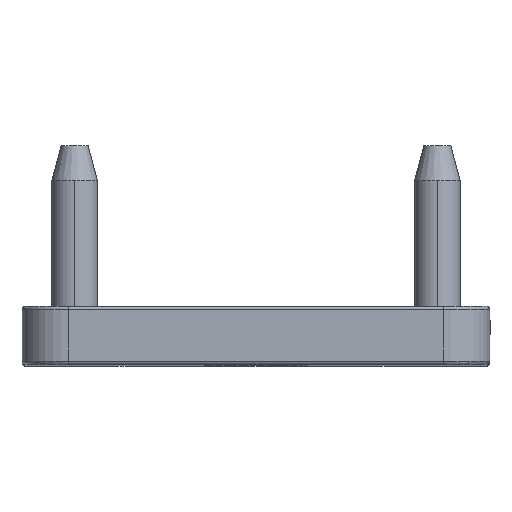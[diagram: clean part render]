
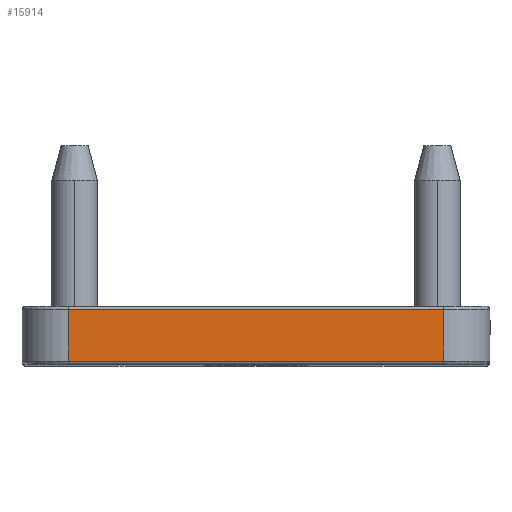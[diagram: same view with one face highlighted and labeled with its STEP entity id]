
A CAD part, top view. The second image highlights one B-rep face of the part: STEP entity #15914.
In plain terms, the highlighted planar face has unit normal (0, 0, 1).
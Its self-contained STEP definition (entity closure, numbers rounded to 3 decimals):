
#365 = DIRECTION ( 'NONE',  ( 1., 0., 0. ) ) ;
#624 = ORIENTED_EDGE ( 'NONE', *, *, #7056, .F. ) ;
#1616 = LINE ( 'NONE', #12073, #2765 ) ;
#1830 = DIRECTION ( 'NONE',  ( 0., -1., 0. ) ) ;
#2765 = VECTOR ( 'NONE', #1830, 1000. ) ;
#3668 = LINE ( 'NONE', #26609, #29428 ) ;
#3874 = VERTEX_POINT ( 'NONE', #21123 ) ;
#5733 = LINE ( 'NONE', #30274, #15516 ) ;
#6498 = DIRECTION ( 'NONE',  ( 1., 0., 0. ) ) ;
#7056 = EDGE_CURVE ( 'NONE', #28568, #23576, #5733, .T. ) ;
#7455 = LINE ( 'NONE', #15359, #15681 ) ;
#7526 = CARTESIAN_POINT ( 'NONE',  ( 16., -0.3, 60. ) ) ;
#9060 = DIRECTION ( 'NONE',  ( 0., 0., 1. ) ) ;
#10342 = DIRECTION ( 'NONE',  ( 0., -1., 0. ) ) ;
#12073 = CARTESIAN_POINT ( 'NONE',  ( -16., -5., 60. ) ) ;
#12860 = EDGE_CURVE ( 'NONE', #28568, #18922, #1616, .T. ) ;
#13768 = EDGE_LOOP ( 'NONE', ( #20410, #30477, #23925, #624 ) ) ;
#15359 = CARTESIAN_POINT ( 'NONE',  ( 16., -5., 60. ) ) ;
#15455 = CARTESIAN_POINT ( 'NONE',  ( -16., -0.3, 60. ) ) ;
#15516 = VECTOR ( 'NONE', #365, 1000. ) ;
#15681 = VECTOR ( 'NONE', #10342, 1000. ) ;
#15914 = ADVANCED_FACE ( 'NONE', ( #18727 ), #21409, .T. ) ;
#18727 = FACE_OUTER_BOUND ( 'NONE', #13768, .T. ) ;
#18922 = VERTEX_POINT ( 'NONE', #24532 ) ;
#20410 = ORIENTED_EDGE ( 'NONE', *, *, #12860, .T. ) ;
#21123 = CARTESIAN_POINT ( 'NONE',  ( 16., -4.7, 60. ) ) ;
#21409 = PLANE ( 'NONE',  #26146 ) ;
#22852 = EDGE_CURVE ( 'NONE', #23576, #3874, #7455, .T. ) ;
#23576 = VERTEX_POINT ( 'NONE', #7526 ) ;
#23925 = ORIENTED_EDGE ( 'NONE', *, *, #22852, .F. ) ;
#24359 = DIRECTION ( 'NONE',  ( 0., -1., 0. ) ) ;
#24532 = CARTESIAN_POINT ( 'NONE',  ( -16., -4.7, 60. ) ) ;
#26146 = AXIS2_PLACEMENT_3D ( 'NONE', #29228, #9060, #24359 ) ;
#26609 = CARTESIAN_POINT ( 'NONE',  ( -20., -4.7, 60. ) ) ;
#28568 = VERTEX_POINT ( 'NONE', #15455 ) ;
#29228 = CARTESIAN_POINT ( 'NONE',  ( -20., -5., 60. ) ) ;
#29428 = VECTOR ( 'NONE', #6498, 1000. ) ;
#30274 = CARTESIAN_POINT ( 'NONE',  ( -20., -0.3, 60. ) ) ;
#30477 = ORIENTED_EDGE ( 'NONE', *, *, #30810, .T. ) ;
#30810 = EDGE_CURVE ( 'NONE', #18922, #3874, #3668, .T. ) ;
